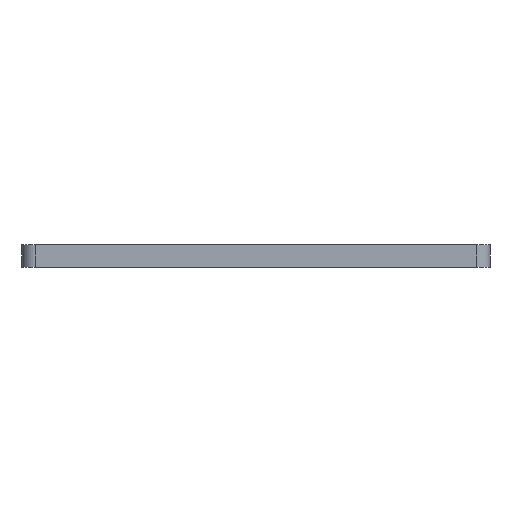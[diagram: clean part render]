
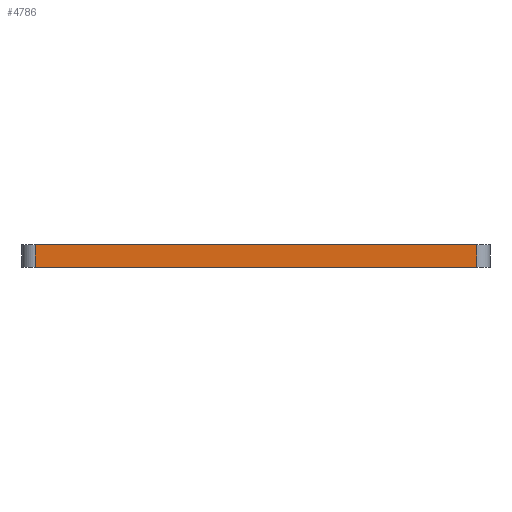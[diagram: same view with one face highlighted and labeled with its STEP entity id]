
A CAD part, left-side view. The second image highlights one B-rep face of the part: STEP entity #4786.
In plain terms, the highlighted planar face has unit normal (-1, 0, 0).
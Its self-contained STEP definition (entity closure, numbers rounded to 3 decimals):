
#103 = CARTESIAN_POINT ( 'NONE',  ( -91., 66.75, 6.8 ) ) ;
#152 = LINE ( 'NONE', #5005, #4090 ) ;
#275 = CARTESIAN_POINT ( 'NONE',  ( -91., -66.75, 6.8 ) ) ;
#290 = LINE ( 'NONE', #2246, #1393 ) ;
#376 = EDGE_CURVE ( 'NONE', #4200, #2325, #290, .T. ) ;
#499 = AXIS2_PLACEMENT_3D ( 'NONE', #1517, #4848, #1997 ) ;
#636 = ORIENTED_EDGE ( 'NONE', *, *, #376, .T. ) ;
#1080 = ORIENTED_EDGE ( 'NONE', *, *, #3586, .T. ) ;
#1135 = EDGE_CURVE ( 'NONE', #4798, #5328, #1379, .T. ) ;
#1379 = LINE ( 'NONE', #5553, #5045 ) ;
#1393 = VECTOR ( 'NONE', #5093, 1000. ) ;
#1517 = CARTESIAN_POINT ( 'NONE',  ( -91., 70.75, 6.8 ) ) ;
#1997 = DIRECTION ( 'NONE',  ( 0., 0., -1. ) ) ;
#2139 = DIRECTION ( 'NONE',  ( 0., 0., -1. ) ) ;
#2232 = DIRECTION ( 'NONE',  ( 0., -1., 0. ) ) ;
#2246 = CARTESIAN_POINT ( 'NONE',  ( -91., 70.75, 0. ) ) ;
#2311 = ORIENTED_EDGE ( 'NONE', *, *, #1135, .F. ) ;
#2325 = VERTEX_POINT ( 'NONE', #5534 ) ;
#3586 = EDGE_CURVE ( 'NONE', #4798, #4200, #152, .T. ) ;
#3849 = LINE ( 'NONE', #275, #4014 ) ;
#4014 = VECTOR ( 'NONE', #4070, 1000. ) ;
#4070 = DIRECTION ( 'NONE',  ( 0., 0., 1. ) ) ;
#4090 = VECTOR ( 'NONE', #2139, 1000. ) ;
#4200 = VERTEX_POINT ( 'NONE', #5939 ) ;
#4352 = PLANE ( 'NONE',  #499 ) ;
#4682 = CARTESIAN_POINT ( 'NONE',  ( -91., -66.75, 6.8 ) ) ;
#4754 = ORIENTED_EDGE ( 'NONE', *, *, #5683, .T. ) ;
#4786 = ADVANCED_FACE ( 'NONE', ( #4913 ), #4352, .F. ) ;
#4798 = VERTEX_POINT ( 'NONE', #103 ) ;
#4848 = DIRECTION ( 'NONE',  ( 1., 0., 0. ) ) ;
#4913 = FACE_OUTER_BOUND ( 'NONE', #6138, .T. ) ;
#5005 = CARTESIAN_POINT ( 'NONE',  ( -91., 66.75, 6.8 ) ) ;
#5045 = VECTOR ( 'NONE', #2232, 1000. ) ;
#5093 = DIRECTION ( 'NONE',  ( 0., -1., 0. ) ) ;
#5328 = VERTEX_POINT ( 'NONE', #4682 ) ;
#5534 = CARTESIAN_POINT ( 'NONE',  ( -91., -66.75, 0. ) ) ;
#5553 = CARTESIAN_POINT ( 'NONE',  ( -91., 70.75, 6.8 ) ) ;
#5683 = EDGE_CURVE ( 'NONE', #2325, #5328, #3849, .T. ) ;
#5939 = CARTESIAN_POINT ( 'NONE',  ( -91., 66.75, 0. ) ) ;
#6138 = EDGE_LOOP ( 'NONE', ( #2311, #1080, #636, #4754 ) ) ;
